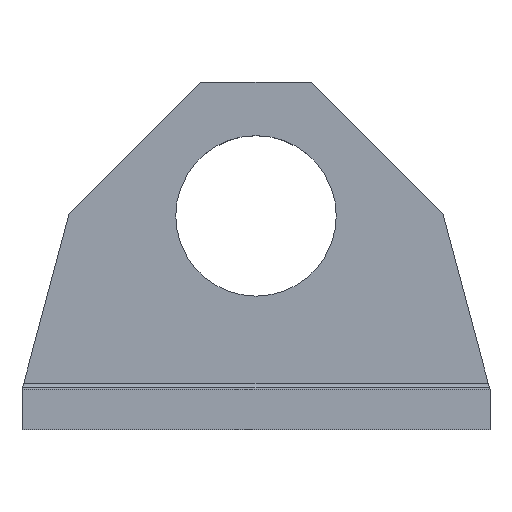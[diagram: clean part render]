
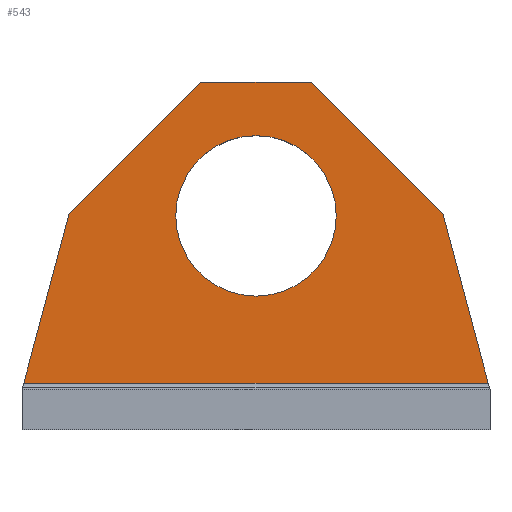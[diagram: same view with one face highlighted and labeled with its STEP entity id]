
A CAD part, top view. The second image highlights one B-rep face of the part: STEP entity #543.
In plain terms, the highlighted planar face has unit normal (0, 0, 1).
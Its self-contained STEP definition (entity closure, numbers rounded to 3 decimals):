
#51=CARTESIAN_POINT('',(-6.,0.,-13.));
#52=VERTEX_POINT('',#51);
#68=CARTESIAN_POINT('',(6.,0.,-13.));
#69=VERTEX_POINT('',#68);
#76=CARTESIAN_POINT('',(0.0,0.0,-13.));
#77=DIRECTION('',(0.0,0.0,1.0));
#78=DIRECTION('',(-1.0,0.0,0.0));
#79=AXIS2_PLACEMENT_3D('',#76,#77,#78);
#80=CIRCLE('',#79,6.);
#81=EDGE_CURVE('',#69,#52,#80,.T.);
#227=CARTESIAN_POINT('',(17.366,-12.5,-13.));
#228=VERTEX_POINT('',#227);
#236=CARTESIAN_POINT('',(-17.366,-12.5,-13.));
#237=VERTEX_POINT('',#236);
#238=CARTESIAN_POINT('',(17.366,-12.5,-13.));
#239=DIRECTION('',(-1.0,0.0,0.0));
#240=VECTOR('',#239,34.732);
#241=LINE('',#238,#240);
#242=EDGE_CURVE('',#228,#237,#241,.T.);
#361=CARTESIAN_POINT('',(13.971,0.171,-13.));
#362=VERTEX_POINT('',#361);
#369=CARTESIAN_POINT('',(13.971,0.171,-13.));
#370=DIRECTION('',(0.259,-0.966,0.0));
#371=VECTOR('',#370,13.118);
#372=LINE('',#369,#371);
#373=EDGE_CURVE('',#362,#228,#372,.T.);
#466=CARTESIAN_POINT('',(-13.971,0.171,-13.));
#467=VERTEX_POINT('',#466);
#468=CARTESIAN_POINT('',(-17.366,-12.5,-13.));
#469=DIRECTION('',(0.259,0.966,0.0));
#470=VECTOR('',#469,13.118);
#471=LINE('',#468,#470);
#472=EDGE_CURVE('',#237,#467,#471,.T.);
#501=CARTESIAN_POINT('',(17.5,-13.,-13.));
#502=DIRECTION('',(0.0,0.0,-1.0));
#503=DIRECTION('',(-1.0,0.0,0.0));
#504=AXIS2_PLACEMENT_3D('',#501,#502,#503);
#505=PLANE('',#504);
#506=ORIENTED_EDGE('',*,*,#242,.F.);
#507=ORIENTED_EDGE('',*,*,#373,.F.);
#508=CARTESIAN_POINT('',(4.142,10.,-13.));
#509=VERTEX_POINT('',#508);
#510=CARTESIAN_POINT('',(4.142,10.,-13.));
#511=DIRECTION('',(0.707,-0.707,0.0));
#512=VECTOR('',#511,13.9);
#513=LINE('',#510,#512);
#514=EDGE_CURVE('',#509,#362,#513,.T.);
#515=ORIENTED_EDGE('',*,*,#514,.F.);
#516=CARTESIAN_POINT('',(-4.142,10.0,-13.));
#517=VERTEX_POINT('',#516);
#518=CARTESIAN_POINT('',(-4.142,10.0,-13.));
#519=DIRECTION('',(1.0,0.0,0.0));
#520=VECTOR('',#519,8.284);
#521=LINE('',#518,#520);
#522=EDGE_CURVE('',#517,#509,#521,.T.);
#523=ORIENTED_EDGE('',*,*,#522,.F.);
#524=CARTESIAN_POINT('',(-13.971,0.171,-13.));
#525=DIRECTION('',(0.707,0.707,0.0));
#526=VECTOR('',#525,13.9);
#527=LINE('',#524,#526);
#528=EDGE_CURVE('',#467,#517,#527,.T.);
#529=ORIENTED_EDGE('',*,*,#528,.F.);
#530=ORIENTED_EDGE('',*,*,#472,.F.);
#531=EDGE_LOOP('',(#506,#507,#515,#523,#529,#530));
#532=FACE_OUTER_BOUND('',#531,.T.);
#533=ORIENTED_EDGE('',*,*,#81,.F.);
#534=CARTESIAN_POINT('',(0.0,0.0,-13.));
#535=DIRECTION('',(0.0,0.0,1.0));
#536=DIRECTION('',(-1.0,0.0,0.0));
#537=AXIS2_PLACEMENT_3D('',#534,#535,#536);
#538=CIRCLE('',#537,6.);
#539=EDGE_CURVE('',#52,#69,#538,.T.);
#540=ORIENTED_EDGE('',*,*,#539,.F.);
#541=EDGE_LOOP('',(#533,#540));
#542=FACE_BOUND('',#541,.T.);
#543=ADVANCED_FACE('',(#532,#542),#505,.F.);
